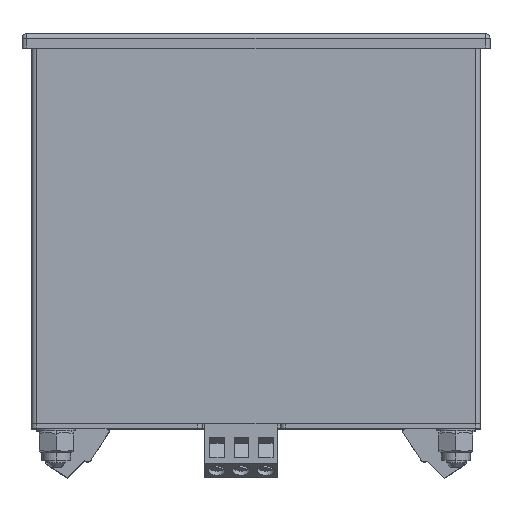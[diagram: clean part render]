
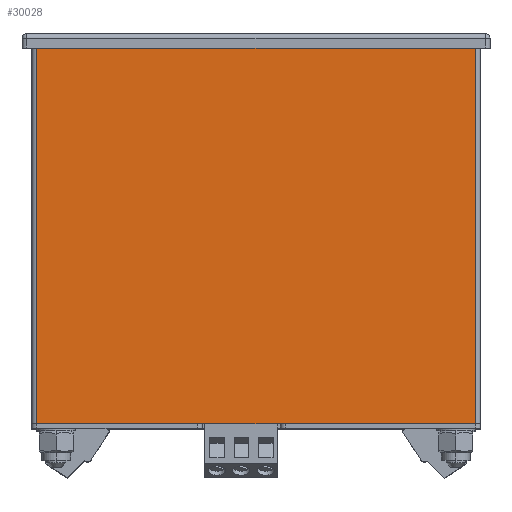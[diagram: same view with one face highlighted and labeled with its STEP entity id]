
A CAD part, top view. The second image highlights one B-rep face of the part: STEP entity #30028.
In plain terms, the highlighted planar face has unit normal (0, 0, 1).
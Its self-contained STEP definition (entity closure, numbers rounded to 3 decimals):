
#29911=CARTESIAN_POINT('',(45.,0.,46.));
#29912=VERTEX_POINT('',#29911);
#29913=CARTESIAN_POINT('',(-45.,0.,46.));
#29914=VERTEX_POINT('',#29913);
#29915=CARTESIAN_POINT('',(45.,0.,46.));
#29916=DIRECTION('',(-1.,0.,0.));
#29917=VECTOR('',#29916,90.);
#29918=LINE('',#29915,#29917);
#29919=EDGE_CURVE('',#29912,#29914,#29918,.T.);
#29998=CARTESIAN_POINT('',(46.,-77.,46.));
#29999=DIRECTION('',(0.,0.,-1.));
#30000=DIRECTION('',(-1.,0.,0.));
#30001=AXIS2_PLACEMENT_3D('',#29998,#29999,#30000);
#30002=PLANE('',#30001);
#30003=CARTESIAN_POINT('',(45.,-77.,46.));
#30004=VERTEX_POINT('',#30003);
#30005=CARTESIAN_POINT('',(-45.,-77.,46.));
#30006=VERTEX_POINT('',#30005);
#30007=CARTESIAN_POINT('',(45.,-77.,46.));
#30008=DIRECTION('',(-1.,0.,0.));
#30009=VECTOR('',#30008,90.);
#30010=LINE('',#30007,#30009);
#30011=EDGE_CURVE('',#30004,#30006,#30010,.T.);
#30012=ORIENTED_EDGE('',*,*,#30011,.F.);
#30013=CARTESIAN_POINT('',(45.,-77.,46.));
#30014=DIRECTION('',(0.,1.,0.));
#30015=VECTOR('',#30014,77.);
#30016=LINE('',#30013,#30015);
#30017=EDGE_CURVE('',#30004,#29912,#30016,.T.);
#30018=ORIENTED_EDGE('',*,*,#30017,.T.);
#30019=ORIENTED_EDGE('',*,*,#29919,.T.);
#30020=CARTESIAN_POINT('',(-45.,0.,46.));
#30021=DIRECTION('',(-0.,-1.,-0.));
#30022=VECTOR('',#30021,77.);
#30023=LINE('',#30020,#30022);
#30024=EDGE_CURVE('',#29914,#30006,#30023,.T.);
#30025=ORIENTED_EDGE('',*,*,#30024,.T.);
#30026=EDGE_LOOP('',(#30012,#30018,#30019,#30025));
#30027=FACE_BOUND('',#30026,.T.);
#30028=ADVANCED_FACE('',(#30027),#30002,.F.);
